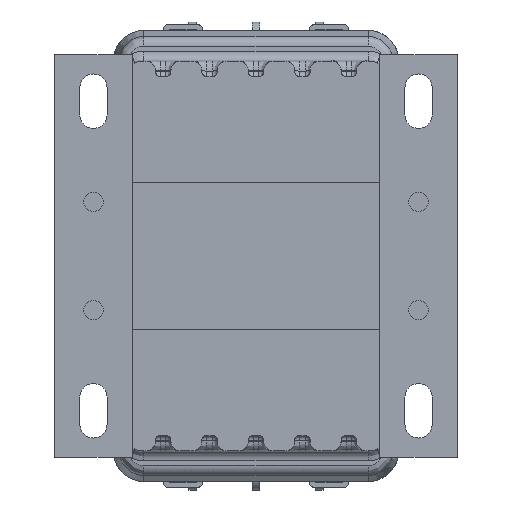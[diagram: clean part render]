
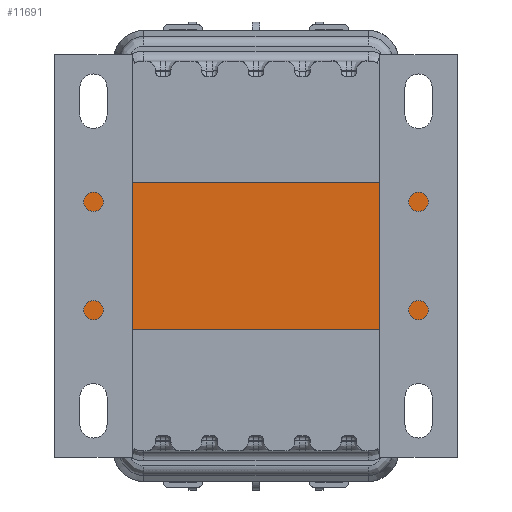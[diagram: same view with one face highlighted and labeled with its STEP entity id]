
A CAD part, front view. The second image highlights one B-rep face of the part: STEP entity #11691.
In plain terms, the highlighted planar face has unit normal (0, -1, 0).
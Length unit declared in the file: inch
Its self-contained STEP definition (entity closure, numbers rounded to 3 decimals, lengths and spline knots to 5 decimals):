
#557 = VERTEX_POINT ( 'NONE', #15864 ) ;
#1013 = DIRECTION ( 'NONE',  ( 0., 0., 1. ) ) ;
#1283 = ORIENTED_EDGE ( 'NONE', *, *, #8565, .F. ) ;
#1621 = DIRECTION ( 'NONE',  ( -1., 0., 0. ) ) ;
#1628 = VERTEX_POINT ( 'NONE', #4962 ) ;
#2267 = VERTEX_POINT ( 'NONE', #13063 ) ;
#2682 = ORIENTED_EDGE ( 'NONE', *, *, #10819, .F. ) ;
#3215 = CARTESIAN_POINT ( 'NONE',  ( 1.5, -1.25, 0.59055 ) ) ;
#3454 = VECTOR ( 'NONE', #1621, 39.37008 ) ;
#4319 = EDGE_CURVE ( 'NONE', #8224, #557, #7757, .T. ) ;
#4373 = PLANE ( 'NONE',  #15992 ) ;
#4448 = VECTOR ( 'NONE', #8968, 39.37008 ) ;
#4962 = CARTESIAN_POINT ( 'NONE',  ( 1.5, -1.25, -0.59055 ) ) ;
#5010 = ORIENTED_EDGE ( 'NONE', *, *, #7956, .F. ) ;
#5049 = ORIENTED_EDGE ( 'NONE', *, *, #4319, .F. ) ;
#5331 = VECTOR ( 'NONE', #1013, 39.37008 ) ;
#5908 = CARTESIAN_POINT ( 'NONE',  ( -1.5, -1.25, 0.59055 ) ) ;
#6459 = CARTESIAN_POINT ( 'NONE',  ( -1.5, -1.25, 0.59055 ) ) ;
#6933 = DIRECTION ( 'NONE',  ( 0., 0., 1. ) ) ;
#7290 = CARTESIAN_POINT ( 'NONE',  ( -1.5, -1.25, -0.59055 ) ) ;
#7757 = LINE ( 'NONE', #6459, #4448 ) ;
#7956 = EDGE_CURVE ( 'NONE', #1628, #2267, #13064, .T. ) ;
#8224 = VERTEX_POINT ( 'NONE', #5908 ) ;
#8565 = EDGE_CURVE ( 'NONE', #557, #1628, #11485, .T. ) ;
#8968 = DIRECTION ( 'NONE',  ( 1., 0., 0. ) ) ;
#9124 = CARTESIAN_POINT ( 'NONE',  ( 1.5, -1.25, -0.59055 ) ) ;
#10606 = CARTESIAN_POINT ( 'NONE',  ( 0., -1.25, 0. ) ) ;
#10720 = DIRECTION ( 'NONE',  ( 0., 0., -1. ) ) ;
#10819 = EDGE_CURVE ( 'NONE', #2267, #8224, #15372, .T. ) ;
#11485 = LINE ( 'NONE', #3215, #15221 ) ;
#11594 = FACE_OUTER_BOUND ( 'NONE', #15668, .T. ) ;
#11691 = ADVANCED_FACE ( 'NONE', ( #11594 ), #4373, .F. ) ;
#13063 = CARTESIAN_POINT ( 'NONE',  ( -1.5, -1.25, -0.59055 ) ) ;
#13064 = LINE ( 'NONE', #9124, #3454 ) ;
#14480 = DIRECTION ( 'NONE',  ( 0., 1., 0. ) ) ;
#15221 = VECTOR ( 'NONE', #10720, 39.37008 ) ;
#15372 = LINE ( 'NONE', #7290, #5331 ) ;
#15668 = EDGE_LOOP ( 'NONE', ( #5049, #2682, #5010, #1283 ) ) ;
#15864 = CARTESIAN_POINT ( 'NONE',  ( 1.5, -1.25, 0.59055 ) ) ;
#15992 = AXIS2_PLACEMENT_3D ( 'NONE', #10606, #14480, #6933 ) ;
